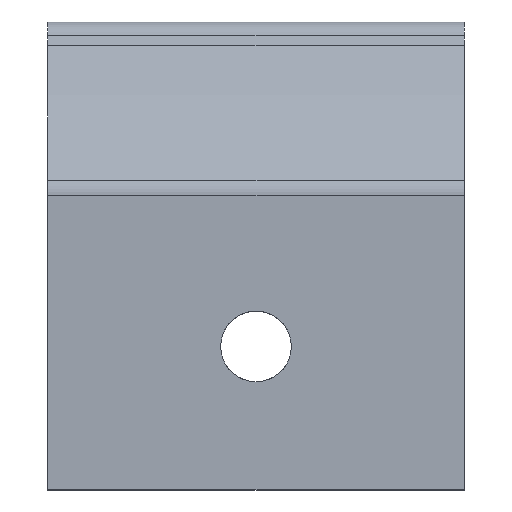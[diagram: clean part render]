
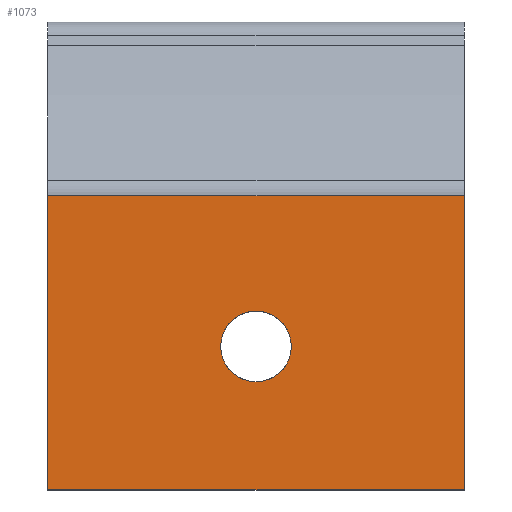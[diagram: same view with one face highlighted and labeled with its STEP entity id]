
A CAD part, left-side view. The second image highlights one B-rep face of the part: STEP entity #1073.
In plain terms, the highlighted planar face has unit normal (-1, 0, 0).
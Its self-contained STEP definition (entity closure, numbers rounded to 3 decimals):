
#30=FACE_BOUND('',#236,.T.);
#76=PLANE('',#1207);
#160=FACE_OUTER_BOUND('',#235,.T.);
#235=EDGE_LOOP('',(#939,#940,#941,#942));
#236=EDGE_LOOP('',(#943));
#292=LINE('',#1904,#367);
#317=LINE('',#1973,#392);
#318=LINE('',#1976,#393);
#319=LINE('',#1977,#394);
#367=VECTOR('',#1434,10.);
#392=VECTOR('',#1503,10.);
#393=VECTOR('',#1506,10.);
#394=VECTOR('',#1507,10.);
#432=CIRCLE('',#1162,3.39);
#514=VERTEX_POINT('',#1852);
#531=VERTEX_POINT('',#1901);
#532=VERTEX_POINT('',#1903);
#554=VERTEX_POINT('',#1971);
#555=VERTEX_POINT('',#1975);
#633=EDGE_CURVE('',#514,#514,#432,.F.);
#658=EDGE_CURVE('',#531,#532,#292,.F.);
#693=EDGE_CURVE('',#531,#554,#317,.T.);
#694=EDGE_CURVE('',#532,#555,#318,.T.);
#695=EDGE_CURVE('',#555,#554,#319,.T.);
#939=ORIENTED_EDGE('',*,*,#694,.F.);
#940=ORIENTED_EDGE('',*,*,#658,.F.);
#941=ORIENTED_EDGE('',*,*,#693,.T.);
#942=ORIENTED_EDGE('',*,*,#695,.F.);
#943=ORIENTED_EDGE('',*,*,#633,.T.);
#1073=ADVANCED_FACE('',(#160,#30),#76,.T.);
#1162=AXIS2_PLACEMENT_3D('',#1853,#1378,#1379);
#1207=AXIS2_PLACEMENT_3D('',#1974,#1504,#1505);
#1378=DIRECTION('center_axis',(-1.,0.,0.));
#1379=DIRECTION('ref_axis',(0.,0.,
1.));
#1434=DIRECTION('',(0.,0.,-1.));
#1503=DIRECTION('',(0.,-1.,0.));
#1504=DIRECTION('center_axis',(-1.,0.,0.));
#1505=DIRECTION('ref_axis',(0.,0.,-1.));
#1506=DIRECTION('',(0.,-1.,0.));
#1507=DIRECTION('',(0.,0.,-1.));
#1852=CARTESIAN_POINT('',(-24.323,0.,94.22));
#1853=CARTESIAN_POINT('Origin',(-24.323,0.,
97.61));
#1901=CARTESIAN_POINT('',(-24.323,20.,83.839));
#1903=CARTESIAN_POINT('',(-24.323,20.,112.067));
#1904=CARTESIAN_POINT('',(-24.323,20.,87.805));
#1971=CARTESIAN_POINT('',(-24.323,-20.,83.839));
#1973=CARTESIAN_POINT('',(-24.323,20.,83.839));
#1974=CARTESIAN_POINT('Origin',(-24.323,20.,107.517));
#1975=CARTESIAN_POINT('',(-24.323,-20.,112.067));
#1976=CARTESIAN_POINT('',(-24.323,10.,112.067));
#1977=CARTESIAN_POINT('',(-24.323,-20.,87.805));
